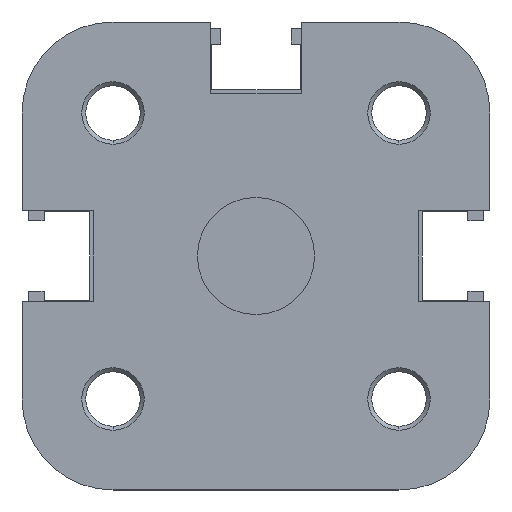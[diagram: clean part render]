
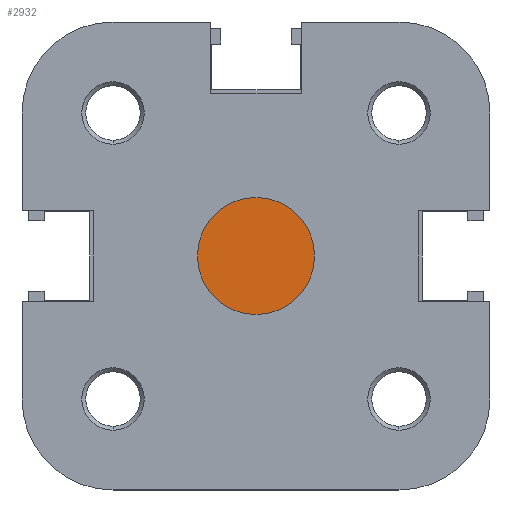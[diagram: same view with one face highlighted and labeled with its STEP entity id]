
A CAD part, left-side view. The second image highlights one B-rep face of the part: STEP entity #2932.
In plain terms, the highlighted planar face has unit normal (-1, 0, 0).
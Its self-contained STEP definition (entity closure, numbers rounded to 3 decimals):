
#262 = CARTESIAN_POINT ( 'NONE',  ( 2.1, 0., -4.5 ) ) ;
#405 = VERTEX_POINT ( 'NONE', #262 ) ;
#616 = VERTEX_POINT ( 'NONE', #4348 ) ;
#1253 = EDGE_LOOP ( 'NONE', ( #3575, #3574 ) ) ;
#1622 = EDGE_CURVE ( 'NONE', #616, #405, #3943, .T. ) ;
#1644 = EDGE_CURVE ( 'NONE', #405, #616, #3982, .T. ) ;
#2117 = AXIS2_PLACEMENT_3D ( 'NONE', #4862, #4863, #4864 ) ;
#2126 = AXIS2_PLACEMENT_3D ( 'NONE', #4908, #4910, #4911 ) ;
#2422 = AXIS2_PLACEMENT_3D ( 'NONE', #7323, #7329, #7330 ) ;
#2932 = ADVANCED_FACE ( 'NONE', ( #6128 ), #7320, .F. ) ;
#3574 = ORIENTED_EDGE ( 'NONE', *, *, #1644, .T. ) ;
#3575 = ORIENTED_EDGE ( 'NONE', *, *, #1622, .T. ) ;
#3943 = CIRCLE ( 'NONE', #2117, 4.5 ) ;
#3982 = CIRCLE ( 'NONE', #2126, 4.5 ) ;
#4348 = CARTESIAN_POINT ( 'NONE',  ( 2.1, 0., 4.5 ) ) ;
#4862 = CARTESIAN_POINT ( 'NONE',  ( 2.1, 0., 0. ) ) ;
#4863 = DIRECTION ( 'NONE',  ( -1., 0., 0. ) ) ;
#4864 = DIRECTION ( 'NONE',  ( 0., 0., 1. ) ) ;
#4908 = CARTESIAN_POINT ( 'NONE',  ( 2.1, 0., 0. ) ) ;
#4910 = DIRECTION ( 'NONE',  ( -1., 0., 0. ) ) ;
#4911 = DIRECTION ( 'NONE',  ( 0., 0., 1. ) ) ;
#6128 = FACE_OUTER_BOUND ( 'NONE', #1253, .T. ) ;
#7320 = PLANE ( 'NONE',  #2422 ) ;
#7323 = CARTESIAN_POINT ( 'NONE',  ( 2.1, 4.5, 0. ) ) ;
#7329 = DIRECTION ( 'NONE',  ( 1., 0., 0. ) ) ;
#7330 = DIRECTION ( 'NONE',  ( 0., 0., -1. ) ) ;
